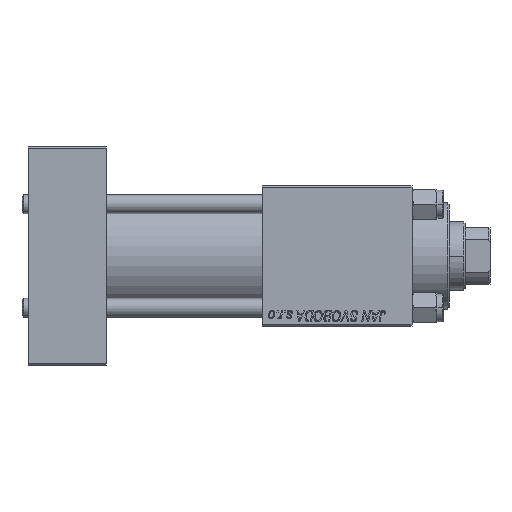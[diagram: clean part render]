
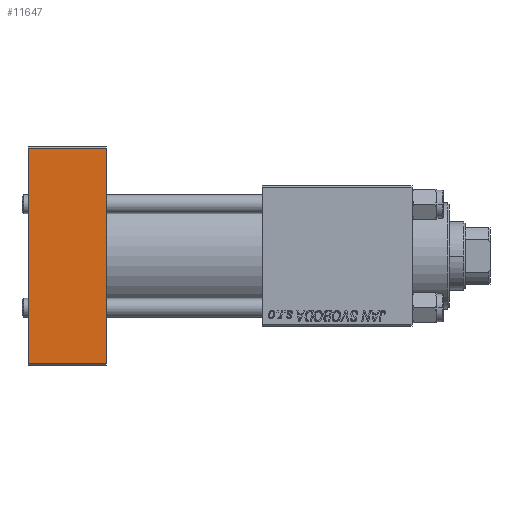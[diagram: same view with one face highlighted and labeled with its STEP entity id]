
A CAD part, front view. The second image highlights one B-rep face of the part: STEP entity #11647.
In plain terms, the highlighted planar face has unit normal (0, -1, 0).
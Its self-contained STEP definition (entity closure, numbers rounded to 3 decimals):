
#1620 = VECTOR ( 'NONE', #35183, 1000. ) ;
#2249 = VECTOR ( 'NONE', #47093, 1000. ) ;
#4793 = LINE ( 'NONE', #36609, #38872 ) ;
#5245 = ORIENTED_EDGE ( 'NONE', *, *, #9380, .T. ) ;
#5301 = DIRECTION ( 'NONE',  ( 1., 0., 0. ) ) ;
#6873 = VECTOR ( 'NONE', #19103, 1000. ) ;
#9380 = EDGE_CURVE ( 'NONE', #39595, #12991, #4793, .T. ) ;
#10916 = CARTESIAN_POINT ( 'NONE',  ( 0., -22.5, 34.5 ) ) ;
#11221 = CARTESIAN_POINT ( 'NONE',  ( 25., -22.5, 35. ) ) ;
#11647 = ADVANCED_FACE ( 'NONE', ( #40995 ), #21254, .F. ) ;
#12991 = VERTEX_POINT ( 'NONE', #19854 ) ;
#15639 = CARTESIAN_POINT ( 'NONE',  ( 25., -22.5, 34.5 ) ) ;
#19103 = DIRECTION ( 'NONE',  ( 0., 0., -1. ) ) ;
#19854 = CARTESIAN_POINT ( 'NONE',  ( 25., -22.5, -34.5 ) ) ;
#21254 = PLANE ( 'NONE',  #50716 ) ;
#22294 = LINE ( 'NONE', #38336, #1620 ) ;
#22454 = EDGE_CURVE ( 'NONE', #30234, #39595, #50245, .T. ) ;
#25203 = DIRECTION ( 'NONE',  ( 0., 0., 1. ) ) ;
#26028 = VERTEX_POINT ( 'NONE', #15639 ) ;
#26823 = EDGE_LOOP ( 'NONE', ( #48319, #5245, #48350, #47743 ) ) ;
#30234 = VERTEX_POINT ( 'NONE', #10916 ) ;
#32835 = DIRECTION ( 'NONE',  ( 0., 1., 0. ) ) ;
#35183 = DIRECTION ( 'NONE',  ( -1., 0., 0. ) ) ;
#36609 = CARTESIAN_POINT ( 'NONE',  ( 25., -22.5, -34.5 ) ) ;
#38336 = CARTESIAN_POINT ( 'NONE',  ( 25., -22.5, 34.5 ) ) ;
#38872 = VECTOR ( 'NONE', #5301, 1000. ) ;
#39595 = VERTEX_POINT ( 'NONE', #45963 ) ;
#40995 = FACE_OUTER_BOUND ( 'NONE', #26823, .T. ) ;
#41498 = CARTESIAN_POINT ( 'NONE',  ( 25., -22.5, 35. ) ) ;
#41987 = EDGE_CURVE ( 'NONE', #26028, #30234, #22294, .T. ) ;
#45963 = CARTESIAN_POINT ( 'NONE',  ( 0., -22.5, -34.5 ) ) ;
#46571 = CARTESIAN_POINT ( 'NONE',  ( 0., -22.5, 35. ) ) ;
#46973 = EDGE_CURVE ( 'NONE', #26028, #12991, #50920, .T. ) ;
#47093 = DIRECTION ( 'NONE',  ( 0., 0., -1. ) ) ;
#47743 = ORIENTED_EDGE ( 'NONE', *, *, #41987, .T. ) ;
#48319 = ORIENTED_EDGE ( 'NONE', *, *, #22454, .T. ) ;
#48350 = ORIENTED_EDGE ( 'NONE', *, *, #46973, .F. ) ;
#50245 = LINE ( 'NONE', #46571, #2249 ) ;
#50716 = AXIS2_PLACEMENT_3D ( 'NONE', #41498, #32835, #25203 ) ;
#50920 = LINE ( 'NONE', #11221, #6873 ) ;
